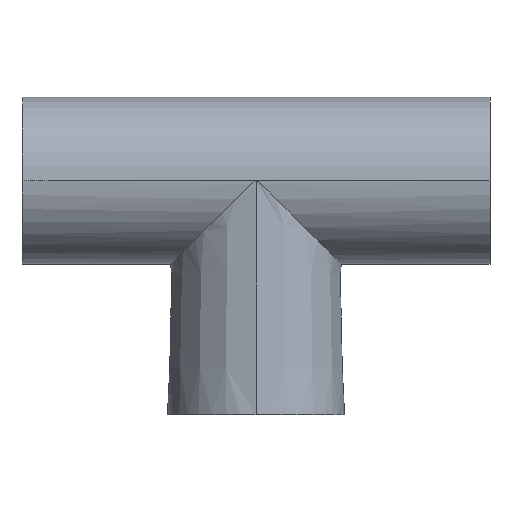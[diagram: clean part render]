
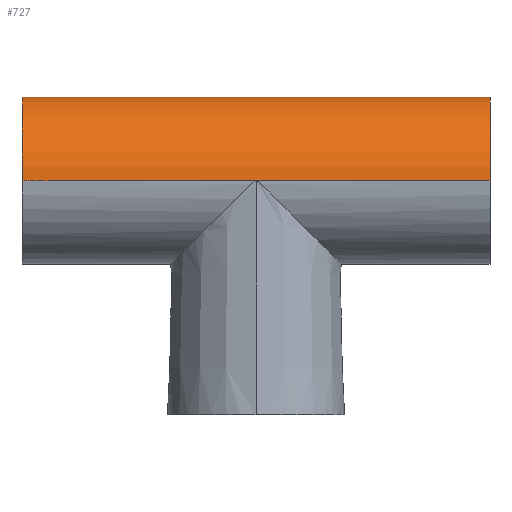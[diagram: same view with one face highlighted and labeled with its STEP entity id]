
A CAD part, top view. The second image highlights one B-rep face of the part: STEP entity #727.
In plain terms, the highlighted cylindrical face has radius 25 mm (diameter 50 mm), a partial arc.
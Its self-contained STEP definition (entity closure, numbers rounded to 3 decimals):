
#1 = CARTESIAN_POINT ( 'NONE',  ( -70., 70., 0. ) ) ;
#8 = CYLINDRICAL_SURFACE ( 'NONE', #376, 25. ) ;
#15 = VERTEX_POINT ( 'NONE', #433 ) ;
#17 = EDGE_CURVE ( 'NONE', #529, #554, #267, .T. ) ;
#39 = AXIS2_PLACEMENT_3D ( 'NONE', #230, #582, #290 ) ;
#40 = LINE ( 'NONE', #668, #72 ) ;
#51 = CIRCLE ( 'NONE', #39, 25. ) ;
#72 = VECTOR ( 'NONE', #449, 1000. ) ;
#81 = EDGE_LOOP ( 'NONE', ( #540, #135, #324, #601, #422, #127, #312 ) ) ;
#90 = CARTESIAN_POINT ( 'NONE',  ( 70., 70., -25. ) ) ;
#91 = DIRECTION ( 'NONE',  ( 1., 0., 0. ) ) ;
#94 = CARTESIAN_POINT ( 'NONE',  ( -70., 70., 25. ) ) ;
#102 = EDGE_CURVE ( 'NONE', #489, #549, #361, .T. ) ;
#112 = CARTESIAN_POINT ( 'NONE',  ( 70., 70., 25. ) ) ;
#127 = ORIENTED_EDGE ( 'NONE', *, *, #623, .T. ) ;
#133 = VECTOR ( 'NONE', #698, 1000. ) ;
#135 = ORIENTED_EDGE ( 'NONE', *, *, #17, .T. ) ;
#182 = CARTESIAN_POINT ( 'NONE',  ( -0.001, 70., -25. ) ) ;
#183 = VERTEX_POINT ( 'NONE', #182 ) ;
#187 = VERTEX_POINT ( 'NONE', #544 ) ;
#203 = VECTOR ( 'NONE', #617, 1000. ) ;
#218 = DIRECTION ( 'NONE',  ( 1., 0., 0. ) ) ;
#222 = DIRECTION ( 'NONE',  ( 1., 0., 0. ) ) ;
#230 = CARTESIAN_POINT ( 'NONE',  ( 0., 70., 0. ) ) ;
#242 = CARTESIAN_POINT ( 'NONE',  ( -70., 70., 0. ) ) ;
#246 = EDGE_CURVE ( 'NONE', #15, #529, #452, .T. ) ;
#262 = CARTESIAN_POINT ( 'NONE',  ( -70., 70., 25. ) ) ;
#266 = VECTOR ( 'NONE', #91, 1000. ) ;
#267 = LINE ( 'NONE', #262, #203 ) ;
#282 = CARTESIAN_POINT ( 'NONE',  ( -70., 70., -25. ) ) ;
#290 = DIRECTION ( 'NONE',  ( 0., 0., 1. ) ) ;
#312 = ORIENTED_EDGE ( 'NONE', *, *, #444, .F. ) ;
#324 = ORIENTED_EDGE ( 'NONE', *, *, #326, .T. ) ;
#326 = EDGE_CURVE ( 'NONE', #554, #549, #380, .T. ) ;
#355 = DIRECTION ( 'NONE',  ( 0., 0., -1. ) ) ;
#361 = CIRCLE ( 'NONE', #584, 25. ) ;
#376 = AXIS2_PLACEMENT_3D ( 'NONE', #1, #222, #630 ) ;
#380 = LINE ( 'NONE', #94, #266 ) ;
#399 = AXIS2_PLACEMENT_3D ( 'NONE', #242, #648, #355 ) ;
#422 = ORIENTED_EDGE ( 'NONE', *, *, #686, .F. ) ;
#433 = CARTESIAN_POINT ( 'NONE',  ( -70., 70., -25. ) ) ;
#444 = EDGE_CURVE ( 'NONE', #15, #183, #40, .T. ) ;
#449 = DIRECTION ( 'NONE',  ( 1., 0., 0. ) ) ;
#452 = CIRCLE ( 'NONE', #399, 25. ) ;
#489 = VERTEX_POINT ( 'NONE', #90 ) ;
#529 = VERTEX_POINT ( 'NONE', #618 ) ;
#540 = ORIENTED_EDGE ( 'NONE', *, *, #246, .T. ) ;
#544 = CARTESIAN_POINT ( 'NONE',  ( 0., 70., -25. ) ) ;
#549 = VERTEX_POINT ( 'NONE', #112 ) ;
#554 = VERTEX_POINT ( 'NONE', #578 ) ;
#575 = FACE_OUTER_BOUND ( 'NONE', #81, .T. ) ;
#578 = CARTESIAN_POINT ( 'NONE',  ( 0., 70., 25. ) ) ;
#582 = DIRECTION ( 'NONE',  ( 0., 1., 0. ) ) ;
#584 = AXIS2_PLACEMENT_3D ( 'NONE', #691, #218, #683 ) ;
#601 = ORIENTED_EDGE ( 'NONE', *, *, #102, .F. ) ;
#617 = DIRECTION ( 'NONE',  ( 1., 0., 0. ) ) ;
#618 = CARTESIAN_POINT ( 'NONE',  ( -70., 70., 25. ) ) ;
#623 = EDGE_CURVE ( 'NONE', #187, #183, #51, .T. ) ;
#630 = DIRECTION ( 'NONE',  ( 0., 0., -1. ) ) ;
#648 = DIRECTION ( 'NONE',  ( 1., 0., 0. ) ) ;
#668 = CARTESIAN_POINT ( 'NONE',  ( -70., 70., -25. ) ) ;
#683 = DIRECTION ( 'NONE',  ( 0., 0., -1. ) ) ;
#684 = LINE ( 'NONE', #282, #133 ) ;
#686 = EDGE_CURVE ( 'NONE', #187, #489, #684, .T. ) ;
#691 = CARTESIAN_POINT ( 'NONE',  ( 70., 70., 0. ) ) ;
#698 = DIRECTION ( 'NONE',  ( 1., 0., 0. ) ) ;
#727 = ADVANCED_FACE ( 'NONE', ( #575 ), #8, .T. ) ;
